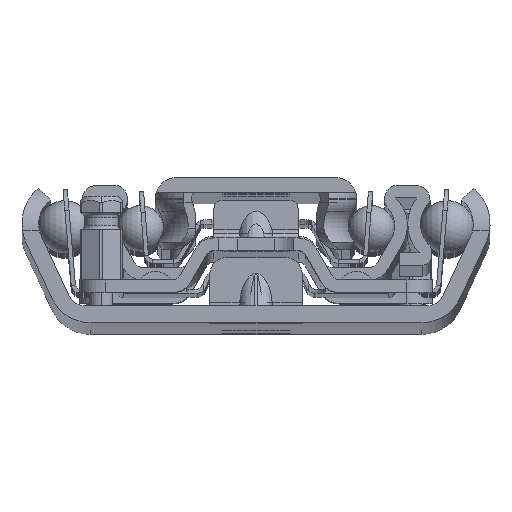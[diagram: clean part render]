
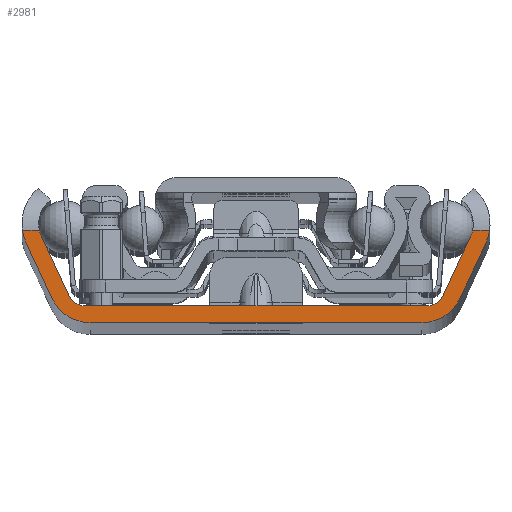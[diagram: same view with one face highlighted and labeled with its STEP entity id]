
A CAD part, top view. The second image highlights one B-rep face of the part: STEP entity #2981.
In plain terms, the highlighted planar face has unit normal (0, 0, 1).
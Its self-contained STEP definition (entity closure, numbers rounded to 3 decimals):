
#2=DIRECTION('',(1.,0.,0.));
#3=VECTOR('',#2,2.024);
#4=CARTESIAN_POINT('',(-27.841,11.,0.));
#5=LINE('',#4,#3);
#6=CARTESIAN_POINT('',(-22.41,11.8,0.));
#7=DIRECTION('',(0.,0.,-1.));
#8=DIRECTION('',(-0.906,-0.423,0.));
#9=AXIS2_PLACEMENT_3D('',#6,#7,#8);
#11=DIRECTION('',(-0.423,0.906,0.));
#12=VECTOR('',#11,7.907);
#13=CARTESIAN_POINT('',(-22.24,3.155,0.));
#14=LINE('',#13,#12);
#15=CARTESIAN_POINT('',(-20.428,4.,0.));
#16=DIRECTION('',(0.,0.,-1.));
#17=DIRECTION('',(0.,-1.,0.));
#18=AXIS2_PLACEMENT_3D('',#15,#16,#17);
#20=DIRECTION('',(-1.,0.,0.));
#21=VECTOR('',#20,40.856);
#22=CARTESIAN_POINT('',(20.428,2.,0.));
#23=LINE('',#22,#21);
#24=CARTESIAN_POINT('',(20.428,4.,0.));
#25=DIRECTION('',(0.,0.,-1.));
#26=DIRECTION('',(0.906,-0.423,0.));
#27=AXIS2_PLACEMENT_3D('',#24,#25,#26);
#29=DIRECTION('',(-0.423,-0.906,0.));
#30=VECTOR('',#29,7.907);
#31=CARTESIAN_POINT('',(25.582,10.321,0.));
#32=LINE('',#31,#30);
#33=CARTESIAN_POINT('',(22.41,11.8,0.));
#34=DIRECTION('',(0.,0.,-1.));
#35=DIRECTION('',(0.974,-0.229,0.));
#36=AXIS2_PLACEMENT_3D('',#33,#34,#35);
#38=DIRECTION('',(1.,0.,0.));
#39=VECTOR('',#38,2.024);
#40=CARTESIAN_POINT('',(25.817,11.,0.));
#41=LINE('',#40,#39);
#42=CARTESIAN_POINT('',(22.41,11.8,0.));
#43=DIRECTION('',(0.,0.,1.));
#44=DIRECTION('',(0.906,-0.423,0.));
#45=AXIS2_PLACEMENT_3D('',#42,#43,#44);
#47=DIRECTION('',(0.423,0.906,0.));
#48=VECTOR('',#47,7.274);
#49=CARTESIAN_POINT('',(24.311,2.887,0.));
#50=LINE('',#49,#48);
#51=CARTESIAN_POINT('',(19.78,5.,0.));
#52=DIRECTION('',(0.,0.,1.));
#53=DIRECTION('',(0.,-1.,0.));
#54=AXIS2_PLACEMENT_3D('',#51,#52,#53);
#56=DIRECTION('',(1.,0.,0.));
#57=VECTOR('',#56,39.56);
#58=CARTESIAN_POINT('',(-19.78,0.,0.));
#59=LINE('',#58,#57);
#60=CARTESIAN_POINT('',(-19.78,5.,0.));
#61=DIRECTION('',(0.,0.,1.));
#62=DIRECTION('',(-0.906,-0.423,0.));
#63=AXIS2_PLACEMENT_3D('',#60,#61,#62);
#65=DIRECTION('',(0.423,-0.906,0.));
#66=VECTOR('',#65,7.274);
#67=CARTESIAN_POINT('',(-27.386,9.48,0.));
#68=LINE('',#67,#66);
#69=CARTESIAN_POINT('',(-22.41,11.8,0.));
#70=DIRECTION('',(0.,0.,1.));
#71=DIRECTION('',(-0.989,-0.146,0.));
#72=AXIS2_PLACEMENT_3D('',#69,#70,#71);
#2518=CARTESIAN_POINT('',(-20.428,2.,0.));
#2519=CARTESIAN_POINT('',(-22.24,3.155,0.));
#2520=VERTEX_POINT('',#2518);
#2521=VERTEX_POINT('',#2519);
#2522=CARTESIAN_POINT('',(-25.582,10.321,0.));
#2523=VERTEX_POINT('',#2522);
#2524=CARTESIAN_POINT('',(-27.386,9.48,0.));
#2525=CARTESIAN_POINT('',(-24.311,2.887,0.));
#2526=VERTEX_POINT('',#2524);
#2527=VERTEX_POINT('',#2525);
#2528=CARTESIAN_POINT('',(-19.78,0.,0.));
#2529=VERTEX_POINT('',#2528);
#2530=CARTESIAN_POINT('',(19.78,0.,0.));
#2531=VERTEX_POINT('',#2530);
#2532=CARTESIAN_POINT('',(24.311,2.887,0.));
#2533=VERTEX_POINT('',#2532);
#2534=CARTESIAN_POINT('',(27.386,9.48,0.));
#2535=VERTEX_POINT('',#2534);
#2536=CARTESIAN_POINT('',(25.582,10.321,0.));
#2537=CARTESIAN_POINT('',(22.24,3.155,0.));
#2538=VERTEX_POINT('',#2536);
#2539=VERTEX_POINT('',#2537);
#2540=CARTESIAN_POINT('',(20.428,2.,0.));
#2541=VERTEX_POINT('',#2540);
#2698=CARTESIAN_POINT('',(-27.841,11.,0.));
#2699=CARTESIAN_POINT('',(-25.817,11.,0.));
#2700=VERTEX_POINT('',#2698);
#2701=VERTEX_POINT('',#2699);
#2702=CARTESIAN_POINT('',(25.817,11.,0.));
#2703=CARTESIAN_POINT('',(27.841,11.,0.));
#2704=VERTEX_POINT('',#2702);
#2705=VERTEX_POINT('',#2703);
#2942=CARTESIAN_POINT('',(0.,0.,0.));
#2943=DIRECTION('',(0.,0.,1.));
#2944=DIRECTION('',(1.,0.,0.));
#2945=AXIS2_PLACEMENT_3D('',#2942,#2943,#2944);
#2946=PLANE('',#2945);
#2948=ORIENTED_EDGE('',*,*,#2947,.T.);
#2950=ORIENTED_EDGE('',*,*,#2949,.F.);
#2952=ORIENTED_EDGE('',*,*,#2951,.F.);
#2954=ORIENTED_EDGE('',*,*,#2953,.F.);
#2956=ORIENTED_EDGE('',*,*,#2955,.F.);
#2958=ORIENTED_EDGE('',*,*,#2957,.F.);
#2960=ORIENTED_EDGE('',*,*,#2959,.F.);
#2962=ORIENTED_EDGE('',*,*,#2961,.F.);
#2964=ORIENTED_EDGE('',*,*,#2963,.T.);
#2966=ORIENTED_EDGE('',*,*,#2965,.F.);
#2968=ORIENTED_EDGE('',*,*,#2967,.F.);
#2970=ORIENTED_EDGE('',*,*,#2969,.F.);
#2972=ORIENTED_EDGE('',*,*,#2971,.F.);
#2974=ORIENTED_EDGE('',*,*,#2973,.F.);
#2976=ORIENTED_EDGE('',*,*,#2975,.F.);
#2978=ORIENTED_EDGE('',*,*,#2977,.F.);
#2979=EDGE_LOOP('',(#2948,#2950,#2952,#2954,#2956,#2958,#2960,#2962,#2964,#2966,
#2968,#2970,#2972,#2974,#2976,#2978));
#2980=FACE_OUTER_BOUND('',#2979,.F.);
#2981=ADVANCED_FACE('',(#2980),#2946,.T.);
#10=CIRCLE('',#9,3.5);
#19=CIRCLE('',#18,2.);
#28=CIRCLE('',#27,2.);
#37=CIRCLE('',#36,3.5);
#46=CIRCLE('',#45,5.49);
#55=CIRCLE('',#54,5.);
#64=CIRCLE('',#63,5.);
#73=CIRCLE('',#72,5.49);
#2947=EDGE_CURVE('',#2700,#2701,#5,.T.);
#2949=EDGE_CURVE('',#2523,#2701,#10,.T.);
#2951=EDGE_CURVE('',#2521,#2523,#14,.T.);
#2953=EDGE_CURVE('',#2520,#2521,#19,.T.);
#2955=EDGE_CURVE('',#2541,#2520,#23,.T.);
#2957=EDGE_CURVE('',#2539,#2541,#28,.T.);
#2959=EDGE_CURVE('',#2538,#2539,#32,.T.);
#2961=EDGE_CURVE('',#2704,#2538,#37,.T.);
#2963=EDGE_CURVE('',#2704,#2705,#41,.T.);
#2965=EDGE_CURVE('',#2535,#2705,#46,.T.);
#2967=EDGE_CURVE('',#2533,#2535,#50,.T.);
#2969=EDGE_CURVE('',#2531,#2533,#55,.T.);
#2971=EDGE_CURVE('',#2529,#2531,#59,.T.);
#2973=EDGE_CURVE('',#2527,#2529,#64,.T.);
#2975=EDGE_CURVE('',#2526,#2527,#68,.T.);
#2977=EDGE_CURVE('',#2700,#2526,#73,.T.);
